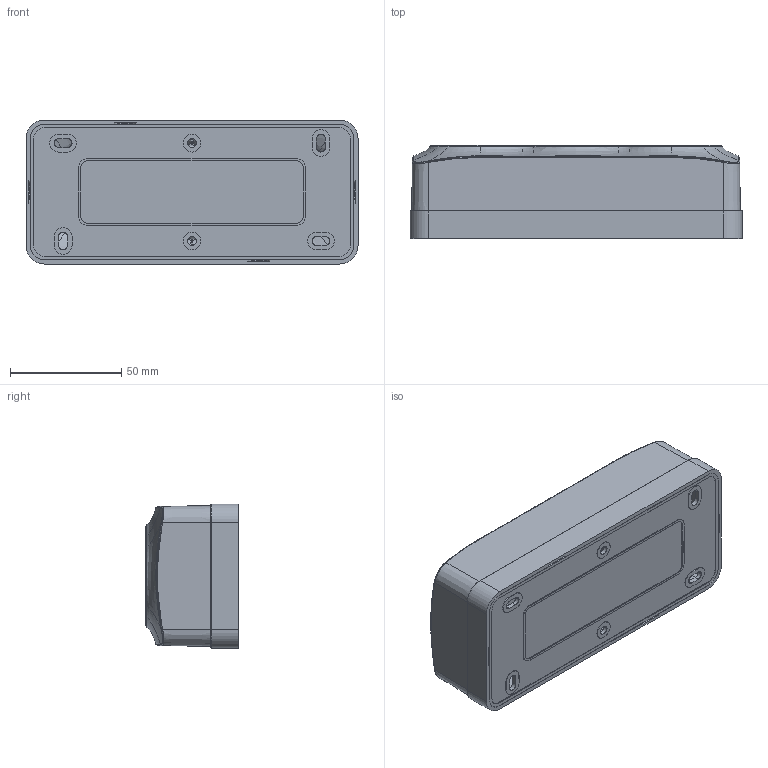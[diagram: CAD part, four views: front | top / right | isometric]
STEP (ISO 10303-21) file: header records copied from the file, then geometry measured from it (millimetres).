
FILE_DESCRIPTION (( 'STEP AP214' ), '1' );
FILE_NAME ('ERH31-K02-16(3-õ ìåñòíàÿ ñ çåìëåé).STEP', '2024-10-29T13:21:41', ( '' ), ( '' ), 'SwSTEP 2.0', 'SolidWorks 2022', '' );
FILE_SCHEMA (( 'AUTOMOTIVE_DESIGN' ));
Length unit declared in the file: millimetre
Products named in the file (1): ERH31-K02-16(3-х местная с землей)
Bounding box: 149.4 x 41.8 x 64.8 mm (x, y, z)
Volume: 62128.9 mm3; surface area: 94853.9 mm2
Topology: 5 solids, 5 shells, 2178 faces, 5741 edges, 3631 vertices
Faces by surface type: plane 857, cylinder 510, bspline 351, torus 264, cone 152, sphere 44
Entity records: 126713 total; most frequent: CARTESIAN_POINT 51158, ORIENTED_EDGE 11482, DIRECTION 10016, EDGE_CURVE 5741, AXIS2_PLACEMENT_3D 3764, VERTEX_POINT 3631, LINE 2488, VECTOR 2488
